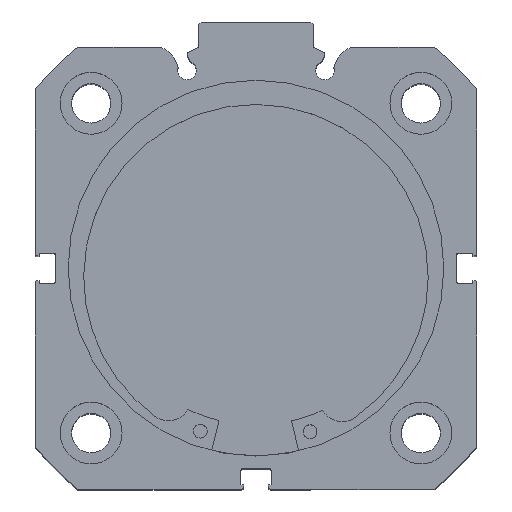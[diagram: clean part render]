
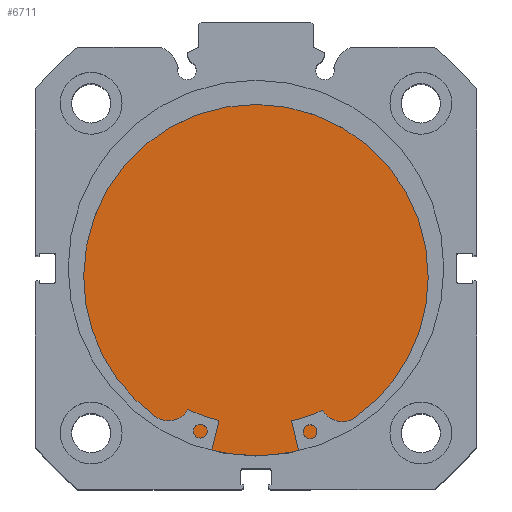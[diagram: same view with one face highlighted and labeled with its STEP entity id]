
A CAD part, top view. The second image highlights one B-rep face of the part: STEP entity #6711.
In plain terms, the highlighted face is planar.
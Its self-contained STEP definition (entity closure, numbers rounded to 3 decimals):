
#1282 = ORIENTED_EDGE ( 'NONE', *, *, #6488, .F. ) ;
#1283 = ORIENTED_EDGE ( 'NONE', *, *, #6458, .F. ) ;
#1919 = CIRCLE ( 'NONE', #2440, 41. ) ;
#1968 = CIRCLE ( 'NONE', #2445, 41. ) ;
#2440 = AXIS2_PLACEMENT_3D ( 'NONE', #3025, #3032, #3033 ) ;
#2445 = AXIS2_PLACEMENT_3D ( 'NONE', #3101, #3103, #3104 ) ;
#2601 = AXIS2_PLACEMENT_3D ( 'NONE', #3761, #3764, #3765 ) ;
#3025 = CARTESIAN_POINT ( 'NONE',  ( 12., 0., 0. ) ) ;
#3032 = DIRECTION ( 'NONE',  ( -1., 0., 0. ) ) ;
#3033 = DIRECTION ( 'NONE',  ( 0., 0., 1. ) ) ;
#3101 = CARTESIAN_POINT ( 'NONE',  ( 12., 0., 0. ) ) ;
#3103 = DIRECTION ( 'NONE',  ( -1., 0., 0. ) ) ;
#3104 = DIRECTION ( 'NONE',  ( 0., 0., 1. ) ) ;
#3761 = CARTESIAN_POINT ( 'NONE',  ( 12., 41., 0. ) ) ;
#3762 = PLANE ( 'NONE',  #2601 ) ;
#3764 = DIRECTION ( 'NONE',  ( -1., 0., 0. ) ) ;
#3765 = DIRECTION ( 'NONE',  ( 0., 0., 1. ) ) ;
#4205 = FACE_OUTER_BOUND ( 'NONE', #5991, .T. ) ;
#5119 = VERTEX_POINT ( 'NONE', #5576 ) ;
#5138 = VERTEX_POINT ( 'NONE', #5651 ) ;
#5576 = CARTESIAN_POINT ( 'NONE',  ( 12., 0., -41. ) ) ;
#5651 = CARTESIAN_POINT ( 'NONE',  ( 12., 0., 41. ) ) ;
#5991 = EDGE_LOOP ( 'NONE', ( #1283, #1282 ) ) ;
#6458 = EDGE_CURVE ( 'NONE', #5138, #5119, #1919, .T. ) ;
#6488 = EDGE_CURVE ( 'NONE', #5119, #5138, #1968, .T. ) ;
#6711 = ADVANCED_FACE ( 'NONE', ( #4205 ), #3762, .F. ) ;
